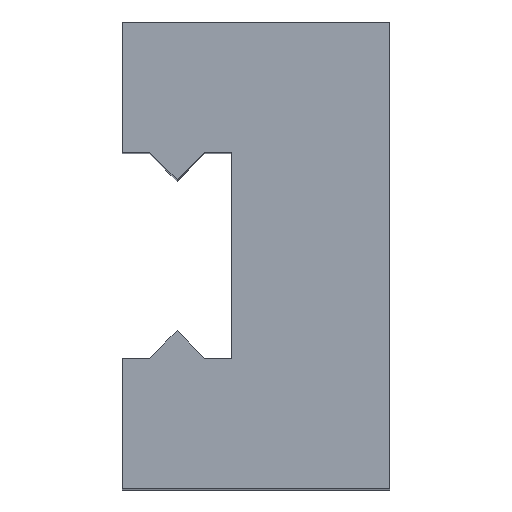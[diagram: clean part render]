
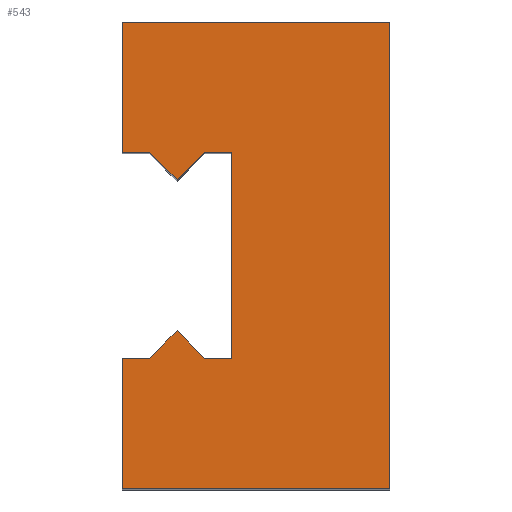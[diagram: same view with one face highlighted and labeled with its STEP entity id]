
A CAD part, top view. The second image highlights one B-rep face of the part: STEP entity #543.
In plain terms, the highlighted planar face has unit normal (0, 0, 1).
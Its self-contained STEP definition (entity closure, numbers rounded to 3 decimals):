
#33=PLANE('',#610);
#65=FACE_OUTER_BOUND('',#101,.T.);
#101=EDGE_LOOP('',(#457,#458,#459,#460,#461,#462,#463,#464,#465,#466,#467,
#468,#469,#470));
#129=LINE('',#840,#187);
#133=LINE('',#847,#191);
#136=LINE('',#853,#194);
#139=LINE('',#859,#197);
#142=LINE('',#865,#200);
#145=LINE('',#871,#203);
#148=LINE('',#877,#206);
#151=LINE('',#883,#209);
#154=LINE('',#893,#212);
#157=LINE('',#899,#215);
#160=LINE('',#905,#218);
#163=LINE('',#911,#221);
#166=LINE('',#917,#224);
#168=LINE('',#920,#226);
#187=VECTOR('',#678,1000.);
#191=VECTOR('',#684,1000.);
#194=VECTOR('',#689,1000.);
#197=VECTOR('',#694,1000.);
#200=VECTOR('',#699,1000.);
#203=VECTOR('',#704,1000.);
#206=VECTOR('',#709,1000.);
#209=VECTOR('',#714,1000.);
#212=VECTOR('',#727,1000.);
#215=VECTOR('',#732,1000.);
#218=VECTOR('',#737,1000.);
#221=VECTOR('',#742,1000.);
#224=VECTOR('',#747,1000.);
#226=VECTOR('',#751,1000.);
#265=VERTEX_POINT('',#837);
#266=VERTEX_POINT('',#839);
#268=VERTEX_POINT('',#845);
#270=VERTEX_POINT('',#851);
#272=VERTEX_POINT('',#857);
#274=VERTEX_POINT('',#863);
#276=VERTEX_POINT('',#869);
#278=VERTEX_POINT('',#875);
#280=VERTEX_POINT('',#881);
#282=VERTEX_POINT('',#891);
#284=VERTEX_POINT('',#897);
#286=VERTEX_POINT('',#903);
#288=VERTEX_POINT('',#909);
#290=VERTEX_POINT('',#915);
#317=EDGE_CURVE('',#266,#265,#129,.T.);
#321=EDGE_CURVE('',#265,#268,#133,.T.);
#324=EDGE_CURVE('',#268,#270,#136,.T.);
#327=EDGE_CURVE('',#270,#272,#139,.T.);
#330=EDGE_CURVE('',#272,#274,#142,.T.);
#333=EDGE_CURVE('',#274,#276,#145,.T.);
#336=EDGE_CURVE('',#276,#278,#148,.T.);
#339=EDGE_CURVE('',#278,#280,#151,.T.);
#346=EDGE_CURVE('',#280,#282,#154,.T.);
#349=EDGE_CURVE('',#282,#284,#157,.T.);
#352=EDGE_CURVE('',#284,#286,#160,.T.);
#355=EDGE_CURVE('',#286,#288,#163,.T.);
#358=EDGE_CURVE('',#288,#290,#166,.T.);
#360=EDGE_CURVE('',#290,#266,#168,.T.);
#457=ORIENTED_EDGE('',*,*,#317,.T.);
#458=ORIENTED_EDGE('',*,*,#321,.T.);
#459=ORIENTED_EDGE('',*,*,#324,.T.);
#460=ORIENTED_EDGE('',*,*,#327,.T.);
#461=ORIENTED_EDGE('',*,*,#330,.T.);
#462=ORIENTED_EDGE('',*,*,#333,.T.);
#463=ORIENTED_EDGE('',*,*,#336,.T.);
#464=ORIENTED_EDGE('',*,*,#339,.T.);
#465=ORIENTED_EDGE('',*,*,#346,.T.);
#466=ORIENTED_EDGE('',*,*,#349,.T.);
#467=ORIENTED_EDGE('',*,*,#352,.T.);
#468=ORIENTED_EDGE('',*,*,#355,.T.);
#469=ORIENTED_EDGE('',*,*,#358,.T.);
#470=ORIENTED_EDGE('',*,*,#360,.T.);
#543=ADVANCED_FACE('',(#65),#33,.F.);
#610=AXIS2_PLACEMENT_3D('',#921,#752,#753);
#678=DIRECTION('',(0.,-1.,0.));
#684=DIRECTION('',(-1.,0.,0.));
#689=DIRECTION('',(-0.707,0.707,0.));
#694=DIRECTION('',(-0.707,-0.707,0.));
#699=DIRECTION('',(-1.,0.,0.));
#704=DIRECTION('',(0.,-1.,0.));
#709=DIRECTION('',(1.,0.,0.));
#714=DIRECTION('',(0.,1.,0.));
#727=DIRECTION('',(-1.,0.,0.));
#732=DIRECTION('',(0.,-1.,0.));
#737=DIRECTION('',(1.,0.,0.));
#742=DIRECTION('',(0.707,-0.707,0.));
#747=DIRECTION('',(0.707,0.707,0.));
#751=DIRECTION('',(1.,0.,0.));
#752=DIRECTION('center_axis',(0.,0.,
-1.));
#753=DIRECTION('ref_axis',(-1.,0.,0.));
#837=CARTESIAN_POINT('',(35.,-7.5,4.98));
#839=CARTESIAN_POINT('',(35.,7.5,4.98));
#840=CARTESIAN_POINT('',(35.,7.5,4.98));
#845=CARTESIAN_POINT('',(33.,-7.5,4.98));
#847=CARTESIAN_POINT('',(35.,-7.5,4.98));
#851=CARTESIAN_POINT('',(31.,-5.5,4.98));
#853=CARTESIAN_POINT('',(33.,-7.5,4.98));
#857=CARTESIAN_POINT('',(29.,-7.5,4.98));
#859=CARTESIAN_POINT('',(31.,-5.5,4.98));
#863=CARTESIAN_POINT('',(27.,-7.5,4.98));
#865=CARTESIAN_POINT('',(29.,-7.5,4.98));
#869=CARTESIAN_POINT('',(27.,-17.,4.98));
#871=CARTESIAN_POINT('',(27.,-7.5,4.98));
#875=CARTESIAN_POINT('',(46.5,-17.,4.98));
#877=CARTESIAN_POINT('',(46.5,-17.,4.98));
#881=CARTESIAN_POINT('',(46.5,17.,4.98));
#883=CARTESIAN_POINT('',(46.5,17.,4.98));
#891=CARTESIAN_POINT('',(27.,17.,4.98));
#893=CARTESIAN_POINT('',(27.,17.,4.98));
#897=CARTESIAN_POINT('',(27.,7.5,4.98));
#899=CARTESIAN_POINT('',(27.,7.5,4.98));
#903=CARTESIAN_POINT('',(29.,7.5,4.98));
#905=CARTESIAN_POINT('',(27.,7.5,4.98));
#909=CARTESIAN_POINT('',(31.,5.5,4.98));
#911=CARTESIAN_POINT('',(29.,7.5,4.98));
#915=CARTESIAN_POINT('',(33.,7.5,4.98));
#917=CARTESIAN_POINT('',(31.,5.5,4.98));
#920=CARTESIAN_POINT('',(33.,7.5,4.98));
#921=CARTESIAN_POINT('Origin',(28.75,0.,4.98));
